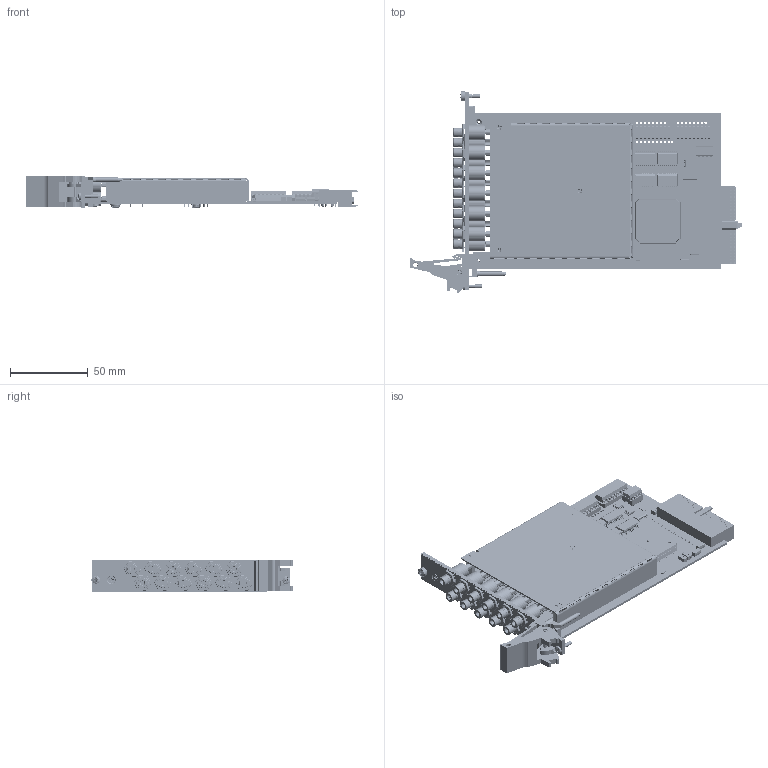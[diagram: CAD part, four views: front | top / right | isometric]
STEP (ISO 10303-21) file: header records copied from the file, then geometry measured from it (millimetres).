
FILE_DESCRIPTION (( 'STEP AP214' ), '1' );
FILE_NAME ('40-710-714 PXI 4xRF Changeover Type 43 Module.STEP', '2013-09-20T14:23:36', ( 'admin' ), ( '' ), 'SwSTEP 2.0', 'SolidWorks 2012', '' );
FILE_SCHEMA (( 'AUTOMOTIVE_DESIGN' ));
Length unit declared in the file: millimetre
Products named in the file (1): 40-710-714 PXI 4xRF Changeover Type 43 Module
Bounding box: 213.99 x 129.67 x 20 mm (x, y, z)
Surface area: 99461.7 mm2 (no closed solid volume)
Topology: 0 solids, 571 shells, 4179 faces, 17221 edges, 13205 vertices
Faces by surface type: plane 2816, cylinder 1074, torus 150, bspline 93, cone 41, sphere 5
Full cylindrical faces by diameter (mm): 0.249 x12, 0.5 x2, 0.6 x110, 0.7 x45, 1 x33, 1.245 x5, 1.397 x60, 1.422 x27, 1.496 x2, 1.524 x66, 1.651 x80, 1.967 x2, 2 x5, 2.015 x1, 2.032 x16, 2.05 x1, 2.094 x1, 2.095 x5, 2.179 x1, 2.438 x2, 2.497 x1, 2.5 x15, 2.6 x1, 2.7 x1, 2.8 x1, 3 x3, 3.169 x12, 4.7 x1, 5 x3, 5.169 x7
Entity records: 232312 total; most frequent: CARTESIAN_POINT 51415, DIRECTION 26822, ORIENTED_EDGE 22475, EDGE_CURVE 16275, VERTEX_POINT 12993, VECTOR 11696, LINE 11696, AXIS2_PLACEMENT_3D 7563
